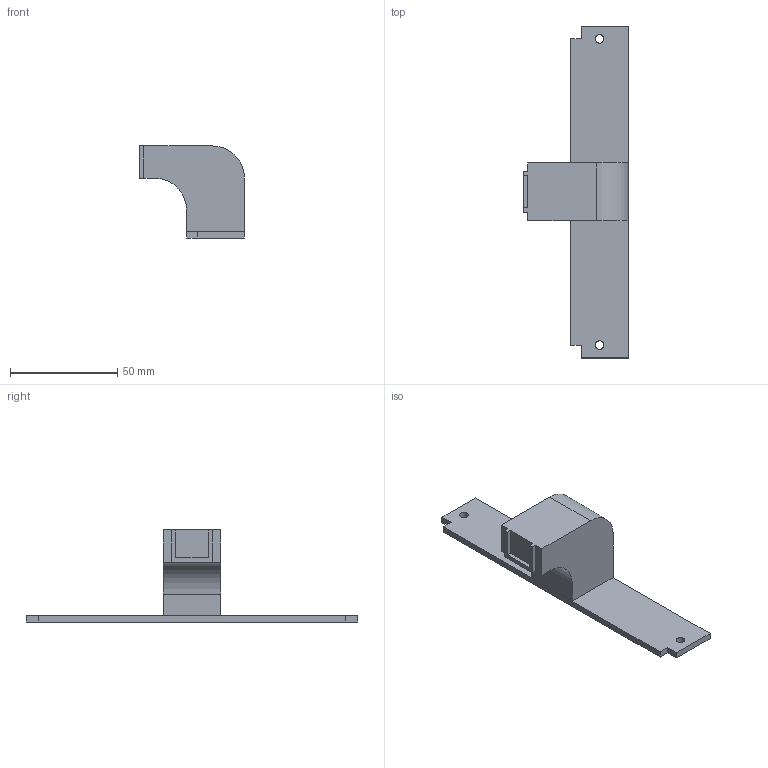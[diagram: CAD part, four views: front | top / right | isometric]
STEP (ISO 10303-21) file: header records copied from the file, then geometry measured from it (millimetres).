
FILE_DESCRIPTION(/* description */ ('STEP AP242','CAx-IF Rec.Pracs.---Representation and Presentation of Product Manufacturing Information (PMI)---4.0---2014-10-13','CAx-IF Rec.Pracs.---3D Tessellated Geometry---0.4---2014-09-14','2;1'),/* implementation_level */ '2;1');
FILE_NAME(/* name */ '654e9faa71a4a83b9ad0aff8',/* time_stamp */ '2023-11-10T21:24:58Z',/* author */ (''),/* organization */ (''),/* preprocessor_version */ 'ST-DEVELOPER v19.4',/* originating_system */ ' ',/* authorisation */ ' ');
FILE_SCHEMA (('AP242_MANAGED_MODEL_BASED_3D_ENGINEERING_MIM_LF { 1 0 10303 442 1 1 4 }'));
Length unit declared in the file: metre
Products named in the file (2): camera extension; Part 1
Bounding box: 49 x 155 x 43 mm (x, y, z)
Volume: 49739.6 mm3; surface area: 16665.5 mm2
Topology: 2 solids, 2 shells, 30 faces, 78 edges, 52 vertices
Faces by surface type: plane 26, cylinder 4
Full cylindrical faces by diameter (mm): 4 x2
Entity records: 956 total; most frequent: CARTESIAN_POINT 160, ORIENTED_EDGE 152, DIRECTION 148, EDGE_CURVE 76, LINE 68, VECTOR 68, VERTEX_POINT 52, AXIS2_PLACEMENT_3D 40
